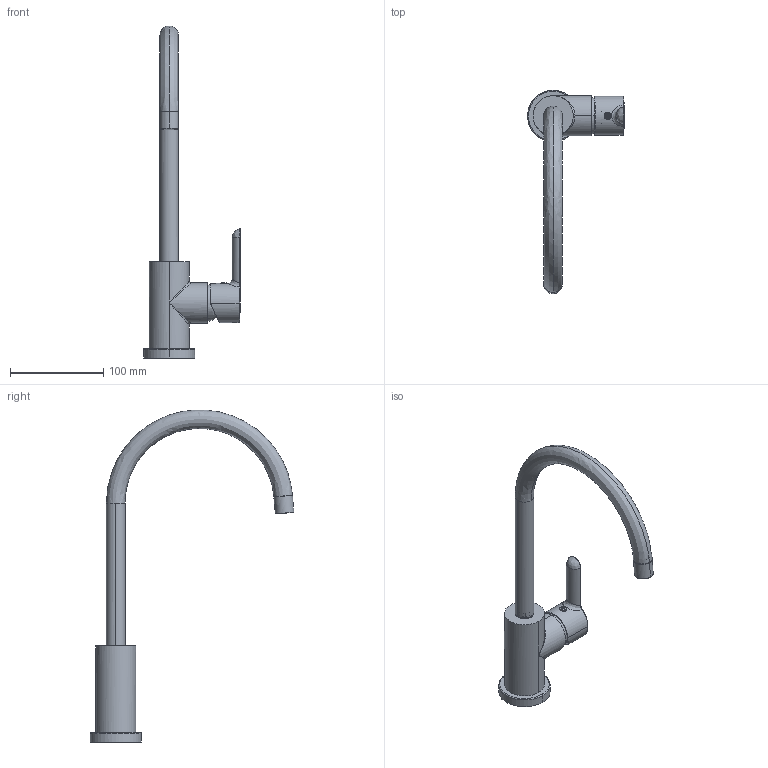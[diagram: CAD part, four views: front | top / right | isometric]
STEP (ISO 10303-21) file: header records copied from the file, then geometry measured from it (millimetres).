
FILE_DESCRIPTION(/* description */ (''),/* implementation_level */ '2;1');
FILE_NAME(/* name */ 'STEP - FDZR87133_2266865',/* time_stamp */ '2025-01-13T13:48:24+11:00',/* author */ (''),/* organization */ (''),/* preprocessor_version */ 'ST-DEVELOPER v16.5',/* originating_system */ 'Rhino 7.37',/* authorisation */ '');
FILE_SCHEMA (('AUTOMOTIVE_DESIGN'));
Length unit declared in the file: millimetre
Products named in the file (11): Document; ABC-87133_---; tappino_43002_000; aeratore_perlator_TT_M16x1_�20_01484_000; monoforo_37200_0006; leva_abc_87001_000_default; anello_37218_0002; Grano_M4x7.5_bocche_00975_0004; coprighiera_37x19_plastica_81002_P; inserto_37202_000; canna_�20_lavello_�43_37203_000
Assembly tree (10 placements, depth 3):
  Document
    ABC-87133_---
      tappino_43002_000
      aeratore_perlator_TT_M16x1_�20_01484_000
      monoforo_37200_0006
      leva_abc_87001_000_default
      anello_37218_0002
      Grano_M4x7.5_bocche_00975_0004
      coprighiera_37x19_plastica_81002_P
      inserto_37202_000
      canna_�20_lavello_�43_37203_000
Bounding box: 104.1 x 218.68 x 356.34 mm (x, y, z)
Volume: 180256 mm3; surface area: 108523.3 mm2
Topology: 9 solids, 9 shells, 564 faces, 1297 edges, 745 vertices
Faces by surface type: bspline 247, cylinder 194, plane 123
Entity records: 23981 total; most frequent: CARTESIAN_POINT 15759, ORIENTED_EDGE 2514, EDGE_CURVE 1257, VERTEX_POINT 745, B_SPLINE_CURVE_WITH_KNOTS 624, EDGE_LOOP 618, ADVANCED_FACE 564, FACE_OUTER_BOUND 564
